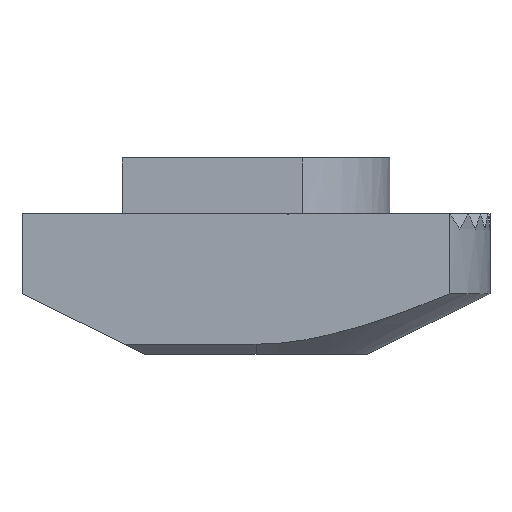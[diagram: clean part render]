
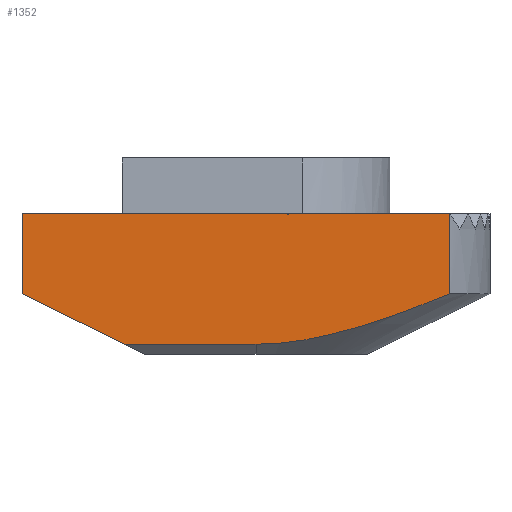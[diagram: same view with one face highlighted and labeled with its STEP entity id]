
A CAD part, left-side view. The second image highlights one B-rep face of the part: STEP entity #1352.
In plain terms, the highlighted planar face has unit normal (-1, 0, 0).
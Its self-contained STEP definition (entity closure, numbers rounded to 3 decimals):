
#15=(
BOUNDED_CURVE()
B_SPLINE_CURVE(2,(#3102,#3103,#3104),.UNSPECIFIED.,.F.,.F.)
B_SPLINE_CURVE_WITH_KNOTS((3,3),(0.449,0.897),
 .UNSPECIFIED.)
CURVE()
GEOMETRIC_REPRESENTATION_ITEM()
RATIONAL_B_SPLINE_CURVE((1.39,1.39,1.))
REPRESENTATION_ITEM('')
);
#80=PLANE('',#1470);
#166=FACE_OUTER_BOUND('',#245,.T.);
#245=EDGE_LOOP('',(#1078,#1079,#1080,#1081,#1082,#1083,#1084,#1085));
#336=LINE('',#2983,#461);
#375=LINE('',#3094,#500);
#376=LINE('',#3096,#501);
#377=LINE('',#3098,#502);
#378=LINE('',#3100,#503);
#379=LINE('',#3106,#504);
#380=LINE('',#3107,#505);
#461=VECTOR('',#1625,10.);
#500=VECTOR('',#1732,10.);
#501=VECTOR('',#1733,10.);
#502=VECTOR('',#1734,10.);
#503=VECTOR('',#1735,10.);
#504=VECTOR('',#1736,10.);
#505=VECTOR('',#1737,10.);
#606=VERTEX_POINT('',#2980);
#607=VERTEX_POINT('',#2982);
#645=VERTEX_POINT('',#3093);
#646=VERTEX_POINT('',#3095);
#647=VERTEX_POINT('',#3097);
#648=VERTEX_POINT('',#3099);
#649=VERTEX_POINT('',#3101);
#650=VERTEX_POINT('',#3105);
#754=EDGE_CURVE('',#607,#606,#336,.T.);
#809=EDGE_CURVE('',#606,#645,#375,.T.);
#810=EDGE_CURVE('',#646,#645,#376,.T.);
#811=EDGE_CURVE('',#647,#646,#377,.T.);
#812=EDGE_CURVE('',#647,#648,#378,.T.);
#813=EDGE_CURVE('',#648,#649,#15,.T.);
#814=EDGE_CURVE('',#649,#650,#379,.T.);
#815=EDGE_CURVE('',#650,#607,#380,.T.);
#1078=ORIENTED_EDGE('',*,*,#754,.T.);
#1079=ORIENTED_EDGE('',*,*,#809,.T.);
#1080=ORIENTED_EDGE('',*,*,#810,.F.);
#1081=ORIENTED_EDGE('',*,*,#811,.F.);
#1082=ORIENTED_EDGE('',*,*,#812,.T.);
#1083=ORIENTED_EDGE('',*,*,#813,.T.);
#1084=ORIENTED_EDGE('',*,*,#814,.T.);
#1085=ORIENTED_EDGE('',*,*,#815,.T.);
#1352=ADVANCED_FACE('',(#166),#80,.T.);
#1470=AXIS2_PLACEMENT_3D('',#3092,#1730,#1731);
#1625=DIRECTION('',(0.,1.,0.));
#1730=DIRECTION('center_axis',(-1.,0.,0.));
#1731=DIRECTION('ref_axis',(0.,-1.,0.));
#1732=DIRECTION('',(0.,1.,0.));
#1733=DIRECTION('',(0.,0.,1.));
#1734=DIRECTION('',(0.,0.898,0.441));
#1735=DIRECTION('',(0.,-1.,0.));
#1736=DIRECTION('',(0.,0.,1.));
#1737=DIRECTION('',(0.,1.,0.));
#2980=CARTESIAN_POINT('',(-2.95,3.,3.15));
#2982=CARTESIAN_POINT('',(-2.95,-0.676,3.15));
#2983=CARTESIAN_POINT('',(-2.95,3.112,3.15));
#3092=CARTESIAN_POINT('Origin',(-2.95,5.25,0.));
#3093=CARTESIAN_POINT('',(-2.95,5.25,3.15));
#3094=CARTESIAN_POINT('',(-2.95,3.112,3.15));
#3095=CARTESIAN_POINT('',(-2.95,5.25,1.35));
#3096=CARTESIAN_POINT('',(-2.95,5.25,0.));
#3097=CARTESIAN_POINT('',(-2.95,2.95,0.221));
#3098=CARTESIAN_POINT('',(-2.95,4.295,0.881));
#3099=CARTESIAN_POINT('',(-2.95,0.,0.221));
#3100=CARTESIAN_POINT('',(-2.95,2.625,0.221));
#3101=CARTESIAN_POINT('',(-2.95,-4.343,1.35));
#3102=CARTESIAN_POINT('Ctrl Pts',(-2.95,0.,0.221));
#3103=CARTESIAN_POINT('Ctrl Pts',(-2.95,-1.562,0.221));
#3104=CARTESIAN_POINT('Ctrl Pts',(-2.95,-4.343,1.35));
#3105=CARTESIAN_POINT('',(-2.95,-4.343,3.15));
#3106=CARTESIAN_POINT('',(-2.95,-4.343,2.25));
#3107=CARTESIAN_POINT('',(-2.95,3.112,3.15));
